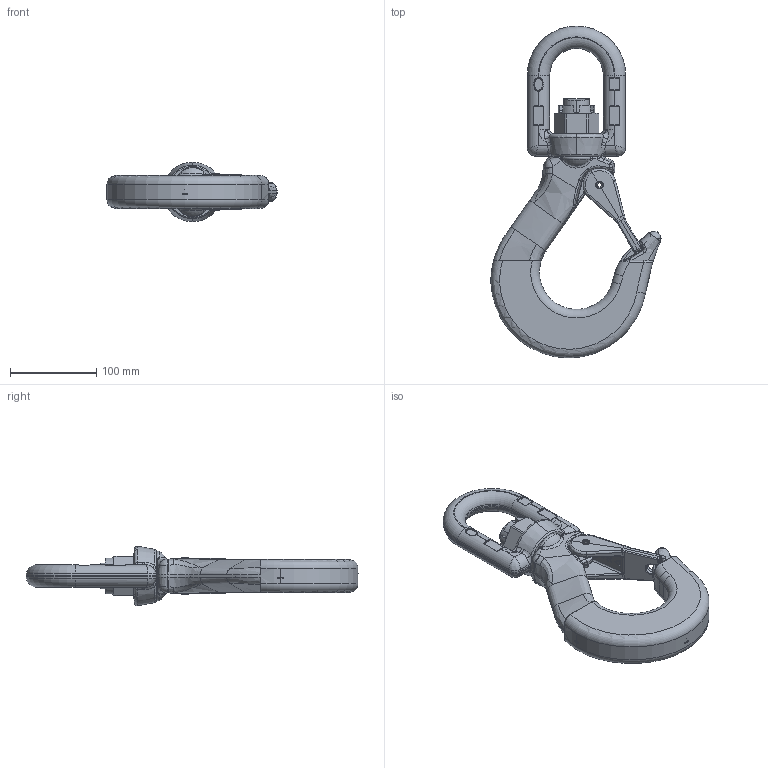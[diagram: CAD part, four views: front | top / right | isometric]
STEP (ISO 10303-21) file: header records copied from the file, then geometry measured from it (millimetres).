
FILE_DESCRIPTION (( 'STEP AP203' ), '1' );
FILE_NAME ('20240924_WHS 16-8.STEP', '2024-09-30T13:27:17', ( '' ), ( '' ), 'SwSTEP 2.0', 'SolidWorks 2024', '' );
FILE_SCHEMA (( 'CONFIG_CONTROL_DESIGN' ));
Length unit declared in the file: millimetre
Products named in the file (7): SHS16Buegel_Fertigteil für Lager ausgedreht; 20240924_WHS 16-8; din_7340_a_6_x_0_4_x_45_0.stp; Scheibe-Zylinderschraube-DIN125_Tabelle_M30; 20160415.SHS16_Schmiedeteil; SikaSchnepper6,3-8-10_Default<Wie bearbeitet>; KronenmutterDIN935_Tabelle_M30
Assembly tree (6 placements, depth 2):
  20240924_WHS 16-8
    20160415.SHS16_Schmiedeteil
    SikaSchnepper6,3-8-10_Default<Wie bearbeitet>
    din_7340_a_6_x_0_4_x_45_0.stp
    SHS16Buegel_Fertigteil für Lager ausgedreht
    Scheibe-Zylinderschraube-DIN125_Tabelle_M30
    KronenmutterDIN935_Tabelle_M30
Bounding box: 196.83 x 384.29 x 68.93 mm (x, y, z)
Volume: 1082083.7 mm3; surface area: 144858.2 mm2
Topology: 9 solids, 9 shells, 993 faces, 2447 edges, 1471 vertices
Faces by surface type: bspline 384, plane 196, cylinder 194, cone 122, torus 95, sphere 2
Entity records: 67932 total; most frequent: CARTESIAN_POINT 47015, ORIENTED_EDGE 4838, DIRECTION 3374, EDGE_CURVE 2419, VERTEX_POINT 1469, AXIS2_PLACEMENT_3D 1374, EDGE_LOOP 1030, FACE_OUTER_BOUND 991
